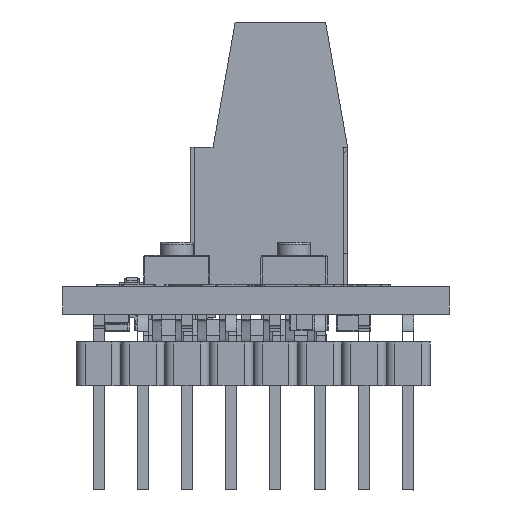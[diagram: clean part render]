
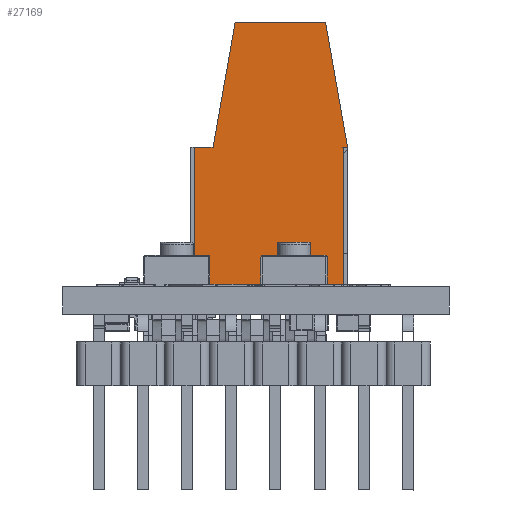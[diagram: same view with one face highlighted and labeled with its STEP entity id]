
A CAD part, left-side view. The second image highlights one B-rep face of the part: STEP entity #27169.
In plain terms, the highlighted planar face has unit normal (-1, 0, 0).
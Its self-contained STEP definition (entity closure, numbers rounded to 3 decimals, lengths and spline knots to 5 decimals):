
#585 = DIRECTION ( 'NONE',  ( 0., -1., 0. ) ) ;
#3069 = ORIENTED_EDGE ( 'NONE', *, *, #47748, .T. ) ;
#5397 = DIRECTION ( 'NONE',  ( 0., 0., 1. ) ) ;
#6069 = DIRECTION ( 'NONE',  ( 1., 0., 0. ) ) ;
#6472 = LINE ( 'NONE', #8893, #47464 ) ;
#7372 = ORIENTED_EDGE ( 'NONE', *, *, #41805, .F. ) ;
#8893 = CARTESIAN_POINT ( 'NONE',  ( 0.38, 0.04716, 0.59843 ) ) ;
#9144 = ORIENTED_EDGE ( 'NONE', *, *, #20862, .F. ) ;
#9300 = VECTOR ( 'NONE', #5397, 39.37008 ) ;
#9899 = PLANE ( 'NONE',  #35604 ) ;
#11642 = CARTESIAN_POINT ( 'NONE',  ( 0.38, 0.13884, 0.31496 ) ) ;
#12876 = DIRECTION ( 'NONE',  ( 0., -0.174, 0.985 ) ) ;
#13098 = CARTESIAN_POINT ( 'NONE',  ( 0.38, -0.19885, 0.31496 ) ) ;
#13136 = VERTEX_POINT ( 'NONE', #43336 ) ;
#13922 = VECTOR ( 'NONE', #39985, 39.37008 ) ;
#14167 = VERTEX_POINT ( 'NONE', #48453 ) ;
#14585 = VECTOR ( 'NONE', #39483, 39.37008 ) ;
#15265 = DIRECTION ( 'NONE',  ( 0., -0.174, -0.985 ) ) ;
#15339 = LINE ( 'NONE', #48796, #25914 ) ;
#17380 = FACE_OUTER_BOUND ( 'NONE', #31273, .T. ) ;
#17849 = ORIENTED_EDGE ( 'NONE', *, *, #20725, .F. ) ;
#18006 = DIRECTION ( 'NONE',  ( 0., 0., -1. ) ) ;
#18819 = VERTEX_POINT ( 'NONE', #13098 ) ;
#19124 = CARTESIAN_POINT ( 'NONE',  ( 0.38, -0.20717, 0.31496 ) ) ;
#19865 = LINE ( 'NONE', #36986, #9300 ) ;
#20304 = VECTOR ( 'NONE', #18006, 39.37008 ) ;
#20725 = EDGE_CURVE ( 'NONE', #38553, #21682, #23234, .T. ) ;
#20862 = EDGE_CURVE ( 'NONE', #21682, #14167, #6472, .T. ) ;
#21534 = LINE ( 'NONE', #49710, #20304 ) ;
#21682 = VERTEX_POINT ( 'NONE', #30827 ) ;
#21728 = VERTEX_POINT ( 'NONE', #24046 ) ;
#23234 = LINE ( 'NONE', #35979, #13922 ) ;
#23528 = VERTEX_POINT ( 'NONE', #43798 ) ;
#24046 = CARTESIAN_POINT ( 'NONE',  ( 0.38, -0.20717, 0.31496 ) ) ;
#25000 = DIRECTION ( 'NONE',  ( 0., -1., 0. ) ) ;
#25418 = VECTOR ( 'NONE', #15265, 39.37008 ) ;
#25914 = VECTOR ( 'NONE', #25000, 39.37008 ) ;
#26069 = LINE ( 'NONE', #32466, #47176 ) ;
#27169 = ADVANCED_FACE ( 'NONE', ( #17380 ), #9899, .F. ) ;
#27671 = LINE ( 'NONE', #41522, #14585 ) ;
#27976 = ORIENTED_EDGE ( 'NONE', *, *, #33576, .T. ) ;
#29850 = CARTESIAN_POINT ( 'NONE',  ( 0.38, 0.04716, 0.59843 ) ) ;
#30827 = CARTESIAN_POINT ( 'NONE',  ( 0.38, 0.09715, 0.31496 ) ) ;
#30923 = ORIENTED_EDGE ( 'NONE', *, *, #39717, .F. ) ;
#31273 = EDGE_LOOP ( 'NONE', ( #3069, #7372, #27976, #30923, #38351, #9144, #17849, #45085 ) ) ;
#32466 = CARTESIAN_POINT ( 'NONE',  ( 0.38, -0.20717, 0.59843 ) ) ;
#33576 = EDGE_CURVE ( 'NONE', #18819, #21728, #27671, .T. ) ;
#33826 = DIRECTION ( 'NONE',  ( 0., 1., 0. ) ) ;
#35604 = AXIS2_PLACEMENT_3D ( 'NONE', #29850, #6069, #33826 ) ;
#35979 = CARTESIAN_POINT ( 'NONE',  ( 0.38, 0.04716, 0.31496 ) ) ;
#35989 = LINE ( 'NONE', #19124, #25418 ) ;
#36640 = EDGE_CURVE ( 'NONE', #14167, #23528, #26069, .T. ) ;
#36770 = EDGE_CURVE ( 'NONE', #44609, #38553, #19865, .T. ) ;
#36986 = CARTESIAN_POINT ( 'NONE',  ( 0.38, 0.13884, 0.59843 ) ) ;
#38351 = ORIENTED_EDGE ( 'NONE', *, *, #36640, .F. ) ;
#38553 = VERTEX_POINT ( 'NONE', #11642 ) ;
#39483 = DIRECTION ( 'NONE',  ( 0., -1., 0. ) ) ;
#39717 = EDGE_CURVE ( 'NONE', #23528, #21728, #35989, .T. ) ;
#39985 = DIRECTION ( 'NONE',  ( 0., -1., 0. ) ) ;
#41430 = CARTESIAN_POINT ( 'NONE',  ( 0.38, 0.13884, 0. ) ) ;
#41522 = CARTESIAN_POINT ( 'NONE',  ( 0.38, -0.22685, 0.31496 ) ) ;
#41805 = EDGE_CURVE ( 'NONE', #18819, #13136, #21534, .T. ) ;
#43336 = CARTESIAN_POINT ( 'NONE',  ( 0.38, -0.19885, 0. ) ) ;
#43798 = CARTESIAN_POINT ( 'NONE',  ( 0.38, -0.15718, 0.59843 ) ) ;
#44609 = VERTEX_POINT ( 'NONE', #41430 ) ;
#45085 = ORIENTED_EDGE ( 'NONE', *, *, #36770, .F. ) ;
#47176 = VECTOR ( 'NONE', #585, 39.37008 ) ;
#47464 = VECTOR ( 'NONE', #12876, 39.37008 ) ;
#47748 = EDGE_CURVE ( 'NONE', #44609, #13136, #15339, .T. ) ;
#48453 = CARTESIAN_POINT ( 'NONE',  ( 0.38, 0.04716, 0.59843 ) ) ;
#48796 = CARTESIAN_POINT ( 'NONE',  ( 0.38, -0.20717, 0. ) ) ;
#49710 = CARTESIAN_POINT ( 'NONE',  ( 0.38, -0.19885, 0.59843 ) ) ;
